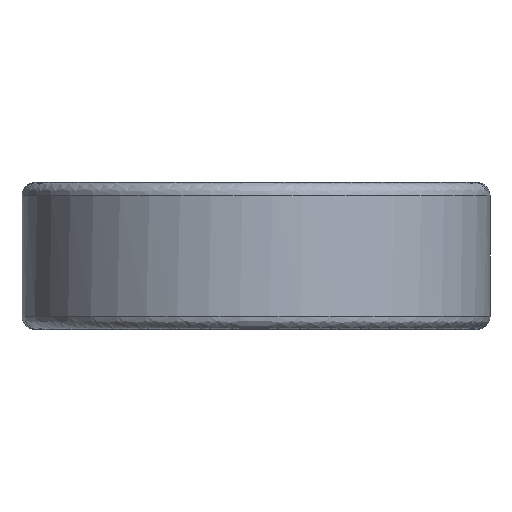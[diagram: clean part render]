
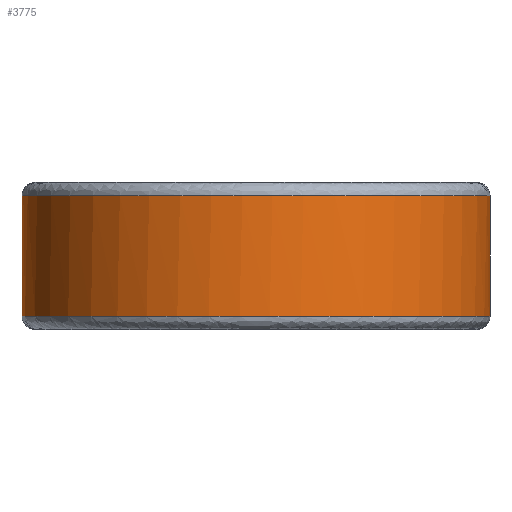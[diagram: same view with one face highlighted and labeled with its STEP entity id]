
A CAD part, front view. The second image highlights one B-rep face of the part: STEP entity #3775.
In plain terms, the highlighted free-form (B-spline) face has degree [2, 1] with [5, 2] control points.
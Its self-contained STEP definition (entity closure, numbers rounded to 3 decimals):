
#2772 = VERTEX_POINT('',#2773);
#2773 = CARTESIAN_POINT('',(-14.484,0.,0.828));
#2780 = VERTEX_POINT('',#2781);
#2781 = CARTESIAN_POINT('',(14.484,0.,
    0.828));
#2815 = VERTEX_POINT('',#2816);
#2816 = CARTESIAN_POINT('',(-14.484,0.,8.277));
#2817 = VERTEX_POINT('',#2818);
#2818 = CARTESIAN_POINT('',(14.484,0.,
    8.277));
#2970 = EDGE_CURVE('',#2817,#2780,#2971,.T.);
#2971 = B_SPLINE_CURVE_WITH_KNOTS('',1,(#2972,#2973),.UNSPECIFIED.,.F.,
  .F.,(2,2),(1.,10.),.PIECEWISE_BEZIER_KNOTS.);
#2972 = CARTESIAN_POINT('',(14.484,0.,
    8.277));
#2973 = CARTESIAN_POINT('',(14.484,0.,
    0.828));
#2976 = EDGE_CURVE('',#2815,#2772,#2977,.T.);
#2977 = B_SPLINE_CURVE_WITH_KNOTS('',1,(#2978,#2979),.UNSPECIFIED.,.F.,
  .F.,(2,2),(1.,10.),.PIECEWISE_BEZIER_KNOTS.);
#2978 = CARTESIAN_POINT('',(-14.484,0.,8.277));
#2979 = CARTESIAN_POINT('',(-14.484,0.,0.828));
#3775 = ADVANCED_FACE('',(#3776),#3796,.T.);
#3776 = FACE_BOUND('',#3777,.T.);
#3777 = EDGE_LOOP('',(#3778,#3779,#3787,#3788));
#3778 = ORIENTED_EDGE('',*,*,#2970,.F.);
#3779 = ORIENTED_EDGE('',*,*,#3780,.T.);
#3780 = EDGE_CURVE('',#2817,#2815,#3781,.T.);
#3781 = ( BOUNDED_CURVE() B_SPLINE_CURVE(2,(#3782,#3783,#3784,#3785,
#3786),.UNSPECIFIED.,.F.,.F.) B_SPLINE_CURVE_WITH_KNOTS((3,2,3),(0.,
1.571,3.142),.PIECEWISE_BEZIER_KNOTS.) CURVE() 
GEOMETRIC_REPRESENTATION_ITEM() RATIONAL_B_SPLINE_CURVE((1.,
0.707,1.,0.707,1.)) REPRESENTATION_ITEM('') );
#3782 = CARTESIAN_POINT('',(14.484,0.,8.277));
#3783 = CARTESIAN_POINT('',(14.484,-14.484,
    8.277));
#3784 = CARTESIAN_POINT('',(0.,-14.484,
    8.277));
#3785 = CARTESIAN_POINT('',(-14.484,-14.484,
    8.277));
#3786 = CARTESIAN_POINT('',(-14.484,0.,
    8.277));
#3787 = ORIENTED_EDGE('',*,*,#2976,.T.);
#3788 = ORIENTED_EDGE('',*,*,#3789,.T.);
#3789 = EDGE_CURVE('',#2772,#2780,#3790,.T.);
#3790 = ( BOUNDED_CURVE() B_SPLINE_CURVE(2,(#3791,#3792,#3793,#3794,
#3795),.UNSPECIFIED.,.F.,.F.) B_SPLINE_CURVE_WITH_KNOTS((3,2,3),(
    3.142,4.712,6.283),
.PIECEWISE_BEZIER_KNOTS.) CURVE() GEOMETRIC_REPRESENTATION_ITEM() 
RATIONAL_B_SPLINE_CURVE((1.,0.707,1.,0.707,1.)) 
REPRESENTATION_ITEM('') );
#3791 = CARTESIAN_POINT('',(-14.484,0.,
    0.828));
#3792 = CARTESIAN_POINT('',(-14.484,-14.484,
    0.828));
#3793 = CARTESIAN_POINT('',(0.,-14.484,
    0.828));
#3794 = CARTESIAN_POINT('',(14.484,-14.484,
    0.828));
#3795 = CARTESIAN_POINT('',(14.484,0.,
    0.828));
#3796 = ( BOUNDED_SURFACE() B_SPLINE_SURFACE(2,1,(
    (#3797,#3798)
    ,(#3799,#3800)
    ,(#3801,#3802)
    ,(#3803,#3804)
    ,(#3805,#3806
)),.UNSPECIFIED.,.F.,.F.,.F.) B_SPLINE_SURFACE_WITH_KNOTS((3,2,3),(2,2),
  (3.142,4.712,6.283),(1.,10.),
.PIECEWISE_BEZIER_KNOTS.) GEOMETRIC_REPRESENTATION_ITEM() 
RATIONAL_B_SPLINE_SURFACE((
    (1.,1.)
    ,(0.707,0.707)
    ,(1.,1.)
    ,(0.707,0.707)
,(1.,1.))) REPRESENTATION_ITEM('') SURFACE() );
#3797 = CARTESIAN_POINT('',(14.484,0.,
    8.277));
#3798 = CARTESIAN_POINT('',(14.484,0.,
    0.828));
#3799 = CARTESIAN_POINT('',(14.484,-14.484,
    8.277));
#3800 = CARTESIAN_POINT('',(14.484,-14.484,
    0.828));
#3801 = CARTESIAN_POINT('',(0.,-14.484,
    8.277));
#3802 = CARTESIAN_POINT('',(0.,-14.484,
    0.828));
#3803 = CARTESIAN_POINT('',(-14.484,-14.484,
    8.277));
#3804 = CARTESIAN_POINT('',(-14.484,-14.484,
    0.828));
#3805 = CARTESIAN_POINT('',(-14.484,0.,
    8.277));
#3806 = CARTESIAN_POINT('',(-14.484,0.,
    0.828));
